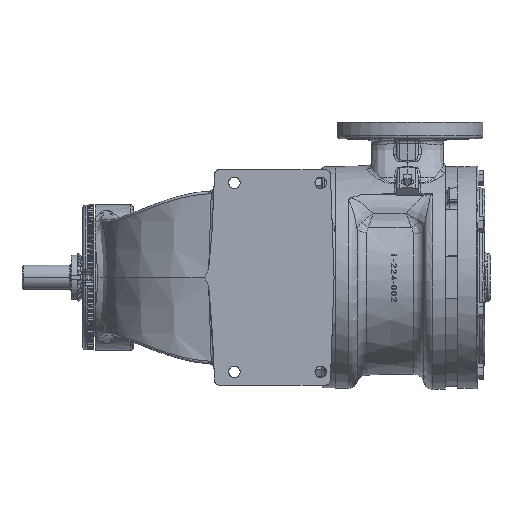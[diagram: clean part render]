
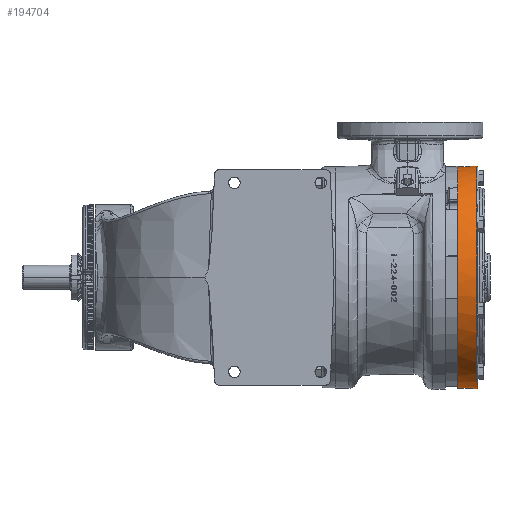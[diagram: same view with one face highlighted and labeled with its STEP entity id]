
A CAD part, front view. The second image highlights one B-rep face of the part: STEP entity #194704.
In plain terms, the highlighted conical face has half-angle 2 degrees and reference radius 130.112 mm.
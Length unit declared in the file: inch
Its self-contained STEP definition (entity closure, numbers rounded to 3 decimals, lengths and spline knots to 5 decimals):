
#1439 = DIRECTION ( 'NONE',  ( 0., 0., 1. ) ) ;
#2033 = EDGE_LOOP ( 'NONE', ( #40680, #59072, #151097, #128685, #61064, #17593, #81107 ) ) ;
#2562 = CIRCLE ( 'NONE', #75667, 5.15735 ) ;
#4897 = DIRECTION ( 'NONE',  ( -1., 0., 0. ) ) ;
#6888 = CIRCLE ( 'NONE', #148957, 5.12669 ) ;
#10863 = DIRECTION ( 'NONE',  ( 0., 0., -1. ) ) ;
#12758 = CARTESIAN_POINT ( 'NONE',  ( 5.67, -5.0541, 0.8597 ) ) ;
#13796 = DIRECTION ( 'NONE',  ( 0., 0., -1. ) ) ;
#14498 = VERTEX_POINT ( 'NONE', #184218 ) ;
#15458 = EDGE_CURVE ( 'NONE', #181153, #14498, #105674, .T. ) ;
#17593 = ORIENTED_EDGE ( 'NONE', *, *, #119042, .T. ) ;
#17997 = CIRCLE ( 'NONE', #77133, 5.12669 ) ;
#18420 = VERTEX_POINT ( 'NONE', #103923 ) ;
#18782 = CARTESIAN_POINT ( 'NONE',  ( 6.54791, 0., 0. ) ) ;
#26597 = CARTESIAN_POINT ( 'NONE',  ( 5.55, 0., 5.1225 ) ) ;
#33901 = EDGE_CURVE ( 'NONE', #14498, #57520, #77280, .T. ) ;
#34210 = DIRECTION ( 'NONE',  ( 0., 0., -1. ) ) ;
#40680 = ORIENTED_EDGE ( 'NONE', *, *, #58221, .F. ) ;
#41980 = DIRECTION ( 'NONE',  ( 0.999, 0., 0.035 ) ) ;
#57520 = VERTEX_POINT ( 'NONE', #12758 ) ;
#58221 = EDGE_CURVE ( 'NONE', #18420, #163701, #186553, .T. ) ;
#58945 = CARTESIAN_POINT ( 'NONE',  ( 5.55, 0., -5.1225 ) ) ;
#59072 = ORIENTED_EDGE ( 'NONE', *, *, #178141, .F. ) ;
#61064 = ORIENTED_EDGE ( 'NONE', *, *, #159516, .F. ) ;
#63975 = VECTOR ( 'NONE', #74422, 39.37008 ) ;
#64367 = VECTOR ( 'NONE', #41980, 39.37008 ) ;
#65564 = VERTEX_POINT ( 'NONE', #181954 ) ;
#70356 = DIRECTION ( 'NONE',  ( 0., 0., -1. ) ) ;
#74422 = DIRECTION ( 'NONE',  ( 0.999, 0., -0.035 ) ) ;
#75667 = AXIS2_PLACEMENT_3D ( 'NONE', #18782, #126041, #34210 ) ;
#77133 = AXIS2_PLACEMENT_3D ( 'NONE', #96764, #4897, #112126 ) ;
#77280 = CIRCLE ( 'NONE', #103106, 5.12669 ) ;
#81107 = ORIENTED_EDGE ( 'NONE', *, *, #132970, .T. ) ;
#83697 = VERTEX_POINT ( 'NONE', #161182 ) ;
#93324 = DIRECTION ( 'NONE',  ( -1., 0., 0. ) ) ;
#96764 = CARTESIAN_POINT ( 'NONE',  ( 5.67, 0., 0. ) ) ;
#98381 = FACE_OUTER_BOUND ( 'NONE', #2033, .T. ) ;
#100638 = DIRECTION ( 'NONE',  ( 1., 0., 0. ) ) ;
#102751 = DIRECTION ( 'NONE',  ( -1., 0., 0. ) ) ;
#103106 = AXIS2_PLACEMENT_3D ( 'NONE', #197219, #105652, #13796 ) ;
#103923 = CARTESIAN_POINT ( 'NONE',  ( 5.67, 0., 5.12669 ) ) ;
#105652 = DIRECTION ( 'NONE',  ( -1., 0., 0. ) ) ;
#105674 = CIRCLE ( 'NONE', #170734, 5.12669 ) ;
#112126 = DIRECTION ( 'NONE',  ( 0., 0., -1. ) ) ;
#119042 = EDGE_CURVE ( 'NONE', #83697, #65564, #186164, .T. ) ;
#126041 = DIRECTION ( 'NONE',  ( -1., 0., 0. ) ) ;
#128685 = ORIENTED_EDGE ( 'NONE', *, *, #15458, .F. ) ;
#129731 = AXIS2_PLACEMENT_3D ( 'NONE', #176073, #100638, #70356 ) ;
#132970 = EDGE_CURVE ( 'NONE', #65564, #163701, #2562, .T. ) ;
#136569 = CONICAL_SURFACE ( 'NONE', #129731, 5.1225, 0.035 ) ;
#148957 = AXIS2_PLACEMENT_3D ( 'NONE', #184901, #93324, #1439 ) ;
#151097 = ORIENTED_EDGE ( 'NONE', *, *, #33901, .F. ) ;
#159516 = EDGE_CURVE ( 'NONE', #83697, #181153, #17997, .T. ) ;
#161182 = CARTESIAN_POINT ( 'NONE',  ( 5.67, 0., -5.12669 ) ) ;
#163701 = VERTEX_POINT ( 'NONE', #191832 ) ;
#170734 = AXIS2_PLACEMENT_3D ( 'NONE', #194332, #102751, #10863 ) ;
#176073 = CARTESIAN_POINT ( 'NONE',  ( 5.55, 0., 0. ) ) ;
#178141 = EDGE_CURVE ( 'NONE', #57520, #18420, #6888, .T. ) ;
#181153 = VERTEX_POINT ( 'NONE', #188177 ) ;
#181954 = CARTESIAN_POINT ( 'NONE',  ( 6.54791, 0., -5.15735 ) ) ;
#184218 = CARTESIAN_POINT ( 'NONE',  ( 5.67, -5.0541, -0.8597 ) ) ;
#184901 = CARTESIAN_POINT ( 'NONE',  ( 5.67, 0., 0. ) ) ;
#186164 = LINE ( 'NONE', #58945, #63975 ) ;
#186553 = LINE ( 'NONE', #26597, #64367 ) ;
#188177 = CARTESIAN_POINT ( 'NONE',  ( 5.67, -0.8597, -5.0541 ) ) ;
#191832 = CARTESIAN_POINT ( 'NONE',  ( 6.54791, 0., 5.15735 ) ) ;
#194332 = CARTESIAN_POINT ( 'NONE',  ( 5.67, 0., 0. ) ) ;
#194704 = ADVANCED_FACE ( 'NONE', ( #98381 ), #136569, .T. ) ;
#197219 = CARTESIAN_POINT ( 'NONE',  ( 5.67, 0., 0. ) ) ;
